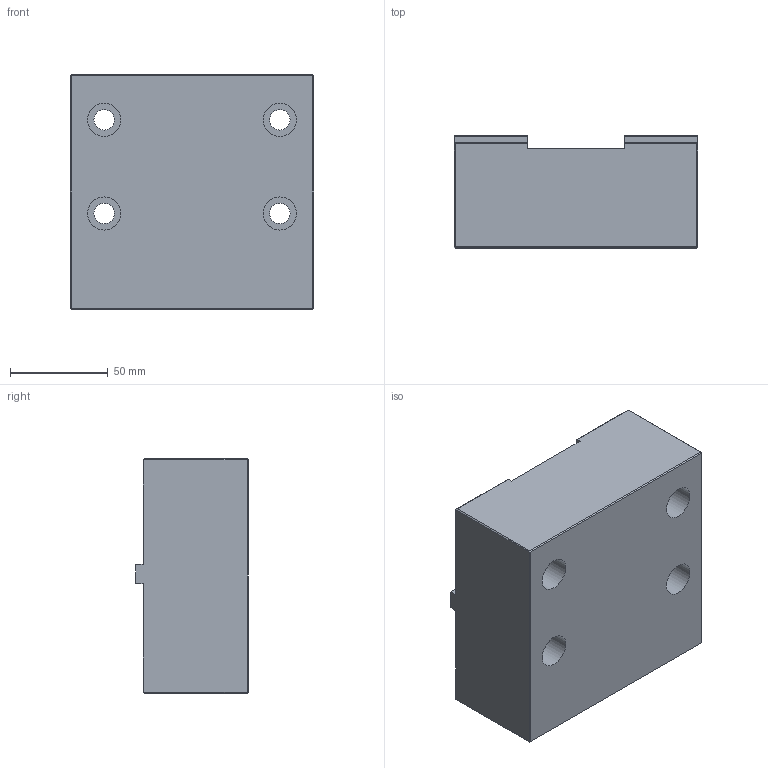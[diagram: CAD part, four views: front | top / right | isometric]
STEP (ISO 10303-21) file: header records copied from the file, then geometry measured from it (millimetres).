
FILE_DESCRIPTION(/* description */ (''),/* implementation_level */ '2;1');
FILE_NAME(/* name */ 'MH-CFB 250.stp',/* time_stamp */ '2019-11-14T16:08:10+01:00',/* author */ ('e.orio2'),/* organization */ (''),/* preprocessor_version */ 'ST-DEVELOPER v17',/* originating_system */ 'Autodesk Inventor 2019',/* authorisation */ '');
FILE_SCHEMA (('AUTOMOTIVE_DESIGN { 1 0 10303 214 3 1 1 }'));
Length unit declared in the file: millimetre
Products named in the file (1): MH-CFB 250
Bounding box: 125 x 57.6 x 120 mm (x, y, z)
Volume: 755248.1 mm3; surface area: 66448.4 mm2
Topology: 1 solids, 1 shells, 50 faces, 124 edges, 80 vertices
Faces by surface type: plane 42, cylinder 8
Full cylindrical faces by diameter (mm): 10.5 x4, 17 x4
Entity records: 1523 total; most frequent: CARTESIAN_POINT 255, DIRECTION 250, ORIENTED_EDGE 248, EDGE_CURVE 124, LINE 100, VECTOR 100, VERTEX_POINT 80, AXIS2_PLACEMENT_3D 75
